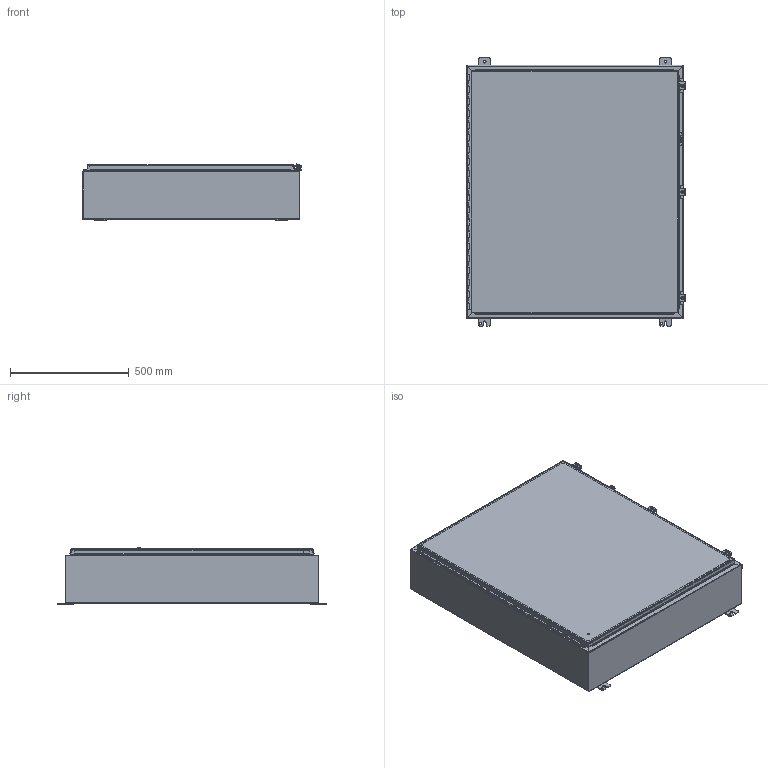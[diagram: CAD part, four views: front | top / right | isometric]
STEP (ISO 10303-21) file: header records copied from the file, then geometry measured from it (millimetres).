
FILE_DESCRIPTION((''),'2;1');
FILE_NAME('N12423608.stp','2012-02-20T15:43:14',('dnichola'),(''),'Autodesk Inventor 2012','Autodesk Inventor 2012','');
FILE_SCHEMA(('AUTOMOTIVE_DESIGN { 1 0 10303 214 1 1 1 1 }'));
Length unit declared in the file: inch
Products named in the file (19): N12423608; 34840; 38420; N12423608BKP; 32911; 40x34; 38846; N124236LID; 328108; 328108T; 328108L; 328108P-1; 388116; HFW30825; HFW30825-1; HFW30825-2; HFW30825-3; HFW30825-4; 30817
Assembly tree (32 placements, depth 3):
  N12423608
    34840  x4
    38420
    N12423608BKP
    32911
    40x34
    38846
    N124236LID
    328108
      328108T
      328108L
      328108P-1
    388116  x8
    HFW30825  x3
      HFW30825-1
      HFW30825-2
      HFW30825-3
      HFW30825-4
    30817  x3
Bounding box: 922.29 x 1130.3 x 239.02 mm (x, y, z)
Volume: 6023845.2 mm3; surface area: 6255898.8 mm2
Topology: 36 solids, 36 shells, 1304 faces, 3255 edges, 2094 vertices
Faces by surface type: plane 715, cylinder 444, bspline 82, torus 29, sphere 18, cone 16
Full cylindrical faces by diameter (mm): 2.794 x18, 2.921 x2, 3.048 x25, 3.967 x1, 5.359 x3, 6.35 x4, 7.137 x3, 7.95 x4, 8.382 x16, 8.56 x1, 8.89 x3, 11.125 x4, 12.7 x4, 13.208 x3, 15.875 x8
Entity records: 31793 total; most frequent: CARTESIAN_POINT 7751, DIRECTION 4755, ORIENTED_EDGE 4618, EDGE_CURVE 2309, AXIS2_PLACEMENT_3D 1612, VECTOR 1531, LINE 1531, VERTEX_POINT 1520
